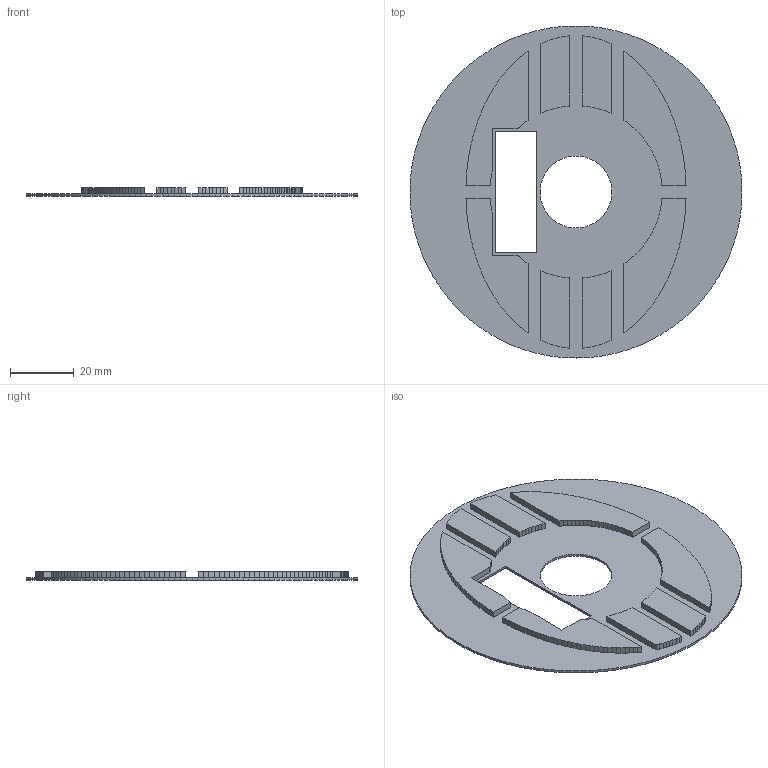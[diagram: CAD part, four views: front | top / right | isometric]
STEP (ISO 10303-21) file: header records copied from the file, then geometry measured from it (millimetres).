
FILE_DESCRIPTION(/* description */ (''),/* implementation_level */ '2;1');
FILE_NAME(/* name */ 'Gyroid_Driver_Grill_Serial_Plate_Cutout.step',/* time_stamp */ '2025-09-07T23:55:52-04:00',/* author */ (''),/* organization */ (''),/* preprocessor_version */ 'ST-DEVELOPER v20.1',/* originating_system */ 'Autodesk Translation Framework v14.10.0.0',/* authorisation */ '');
FILE_SCHEMA (('AUTOMOTIVE_DESIGN { 1 0 10303 214 3 1 1 }'));
Length unit declared in the file: millimetre
Products named in the file (1): FusionComponent
Bounding box: 104 x 104 x 2.75 mm (x, y, z)
Volume: 10403.6 mm3; surface area: 16915.1 mm2
Topology: 1 solids, 1 shells, 544 faces, 1602 edges, 1068 vertices
Faces by surface type: plane 544
Entity records: 17767 total; most frequent: CARTESIAN_POINT 3215, ORIENTED_EDGE 3204, DIRECTION 2692, LINE 1602, VECTOR 1602, EDGE_CURVE 1602, VERTEX_POINT 1068, EDGE_LOOP 556
